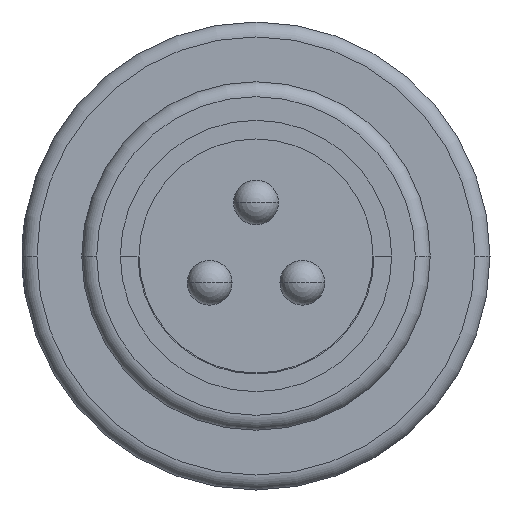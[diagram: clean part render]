
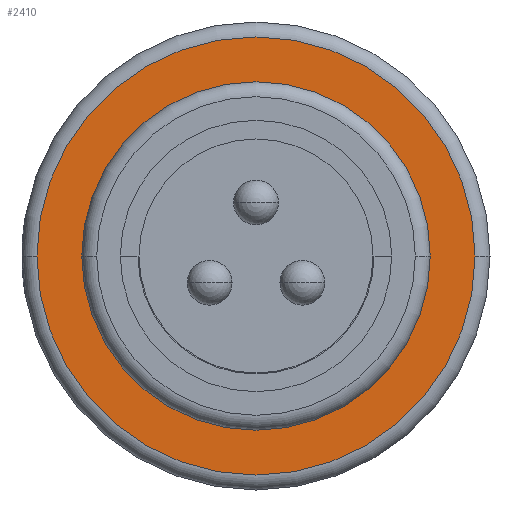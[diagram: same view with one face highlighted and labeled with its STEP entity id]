
A CAD part, left-side view. The second image highlights one B-rep face of the part: STEP entity #2410.
In plain terms, the highlighted planar face has unit normal (-1, 0, 0).
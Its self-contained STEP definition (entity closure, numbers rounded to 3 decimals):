
#231=CARTESIAN_POINT('',(-2.3,0.,0.));
#232=DIRECTION('',(-1.,0.,0.));
#233=DIRECTION('',(0.,1.,0.));
#234=AXIS2_PLACEMENT_3D('',#231,#232,#233);
#254=CARTESIAN_POINT('',(-2.3,0.,0.));
#255=DIRECTION('',(1.,0.,0.));
#256=DIRECTION('',(0.,1.,0.));
#257=AXIS2_PLACEMENT_3D('',#254,#255,#256);
#262=CARTESIAN_POINT('',(-2.3,0.,0.));
#263=DIRECTION('',(-1.,0.,0.));
#264=DIRECTION('',(0.,-1.,0.));
#265=AXIS2_PLACEMENT_3D('',#262,#263,#264);
#270=CARTESIAN_POINT('',(-2.3,0.,0.));
#271=DIRECTION('',(-1.,0.,0.));
#272=DIRECTION('',(0.,1.,0.));
#273=AXIS2_PLACEMENT_3D('',#270,#271,#272);
#2035=CARTESIAN_POINT('',(-2.3,3.5,0.));
#2036=CARTESIAN_POINT('',(-2.3,-3.5,0.));
#2037=VERTEX_POINT('',#2035);
#2038=VERTEX_POINT('',#2036);
#2067=CARTESIAN_POINT('',(-2.3,-4.4,0.));
#2068=CARTESIAN_POINT('',(-2.3,4.4,0.));
#2069=VERTEX_POINT('',#2067);
#2070=VERTEX_POINT('',#2068);
#2395=CARTESIAN_POINT('',(-2.3,0.,0.));
#2396=DIRECTION('',(1.,0.,0.));
#2397=DIRECTION('',(0.,-1.,0.));
#2398=AXIS2_PLACEMENT_3D('',#2395,#2396,#2397);
#2399=PLANE('',#2398);
#2401=ORIENTED_EDGE('',*,*,#2400,.F.);
#2403=ORIENTED_EDGE('',*,*,#2402,.F.);
#2404=EDGE_LOOP('',(#2401,#2403));
#2405=FACE_OUTER_BOUND('',#2404,.F.);
#2406=ORIENTED_EDGE('',*,*,#2382,.F.);
#2407=ORIENTED_EDGE('',*,*,#2361,.T.);
#2408=EDGE_LOOP('',(#2406,#2407));
#2409=FACE_BOUND('',#2408,.F.);
#235=CIRCLE('',#234,3.5);
#258=CIRCLE('',#257,3.5);
#266=CIRCLE('',#265,4.4);
#274=CIRCLE('',#273,4.4);
#2361=EDGE_CURVE('',#2037,#2038,#235,.T.);
#2382=EDGE_CURVE('',#2037,#2038,#258,.T.);
#2400=EDGE_CURVE('',#2069,#2070,#266,.T.);
#2402=EDGE_CURVE('',#2070,#2069,#274,.T.);
#2410=ADVANCED_FACE('',(#2405,#2409),#2399,.F.);
